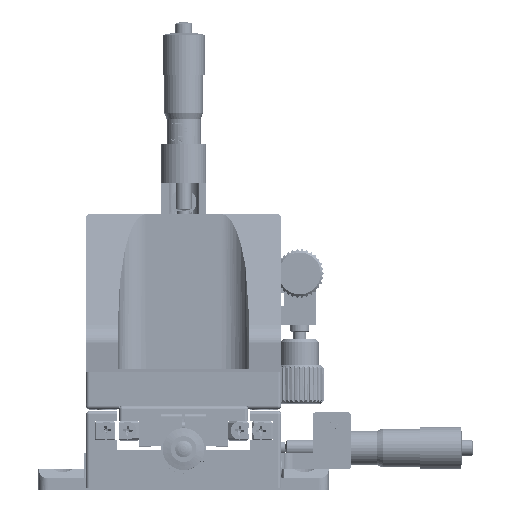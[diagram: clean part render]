
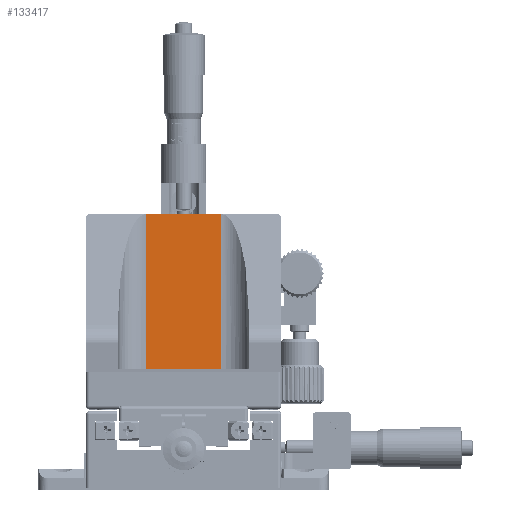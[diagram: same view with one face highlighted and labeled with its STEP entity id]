
A CAD part, top view. The second image highlights one B-rep face of the part: STEP entity #133417.
In plain terms, the highlighted planar face has unit normal (0, 0, 1).
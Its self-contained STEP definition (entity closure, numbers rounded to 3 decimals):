
#287 = LINE ( 'NONE', #149347, #135584 ) ;
#19783 = DIRECTION ( 'NONE',  ( -1., 0., 0. ) ) ;
#27067 = CARTESIAN_POINT ( 'NONE',  ( 3.497, 21.834, 101.55 ) ) ;
#37209 = ORIENTED_EDGE ( 'NONE', *, *, #139787, .T. ) ;
#37732 = EDGE_CURVE ( 'NONE', #63190, #79885, #140060, .T. ) ;
#50052 = AXIS2_PLACEMENT_3D ( 'NONE', #140465, #78751, #104244 ) ;
#50636 = VECTOR ( 'NONE', #19783, 1000. ) ;
#56697 = LINE ( 'NONE', #129895, #130087 ) ;
#63190 = VERTEX_POINT ( 'NONE', #145479 ) ;
#75699 = LINE ( 'NONE', #106942, #163188 ) ;
#78751 = DIRECTION ( 'NONE',  ( 0., 0., -1. ) ) ;
#79885 = VERTEX_POINT ( 'NONE', #144097 ) ;
#83715 = CARTESIAN_POINT ( 'NONE',  ( 3.497, -26.166, 101.55 ) ) ;
#95265 = DIRECTION ( 'NONE',  ( 0., 1., 0. ) ) ;
#104244 = DIRECTION ( 'NONE',  ( -1., 0., 0. ) ) ;
#106942 = CARTESIAN_POINT ( 'NONE',  ( 26.997, -26.166, 101.55 ) ) ;
#115252 = EDGE_CURVE ( 'NONE', #63190, #154284, #75699, .T. ) ;
#119881 = DIRECTION ( 'NONE',  ( 0., 1., 0. ) ) ;
#123768 = EDGE_CURVE ( 'NONE', #79885, #162595, #56697, .T. ) ;
#124810 = DIRECTION ( 'NONE',  ( -1., 0., 0. ) ) ;
#125876 = CARTESIAN_POINT ( 'NONE',  ( 26.997, 21.834, 101.55 ) ) ;
#126230 = ORIENTED_EDGE ( 'NONE', *, *, #115252, .T. ) ;
#129895 = CARTESIAN_POINT ( 'NONE',  ( 3.497, -26.166, 101.55 ) ) ;
#130087 = VECTOR ( 'NONE', #119881, 1000. ) ;
#133417 = ADVANCED_FACE ( 'NONE', ( #138576 ), #142070, .F. ) ;
#135584 = VECTOR ( 'NONE', #124810, 1000. ) ;
#138576 = FACE_OUTER_BOUND ( 'NONE', #148945, .T. ) ;
#139787 = EDGE_CURVE ( 'NONE', #154284, #162595, #287, .T. ) ;
#140060 = LINE ( 'NONE', #83715, #50636 ) ;
#140465 = CARTESIAN_POINT ( 'NONE',  ( 3.497, -26.166, 101.55 ) ) ;
#140958 = ORIENTED_EDGE ( 'NONE', *, *, #123768, .F. ) ;
#142070 = PLANE ( 'NONE',  #50052 ) ;
#144097 = CARTESIAN_POINT ( 'NONE',  ( 3.497, -26.166, 101.55 ) ) ;
#145479 = CARTESIAN_POINT ( 'NONE',  ( 26.997, -26.166, 101.55 ) ) ;
#148293 = ORIENTED_EDGE ( 'NONE', *, *, #37732, .F. ) ;
#148945 = EDGE_LOOP ( 'NONE', ( #37209, #140958, #148293, #126230 ) ) ;
#149347 = CARTESIAN_POINT ( 'NONE',  ( -15.003, 21.834, 101.55 ) ) ;
#154284 = VERTEX_POINT ( 'NONE', #125876 ) ;
#162595 = VERTEX_POINT ( 'NONE', #27067 ) ;
#163188 = VECTOR ( 'NONE', #95265, 1000. ) ;
